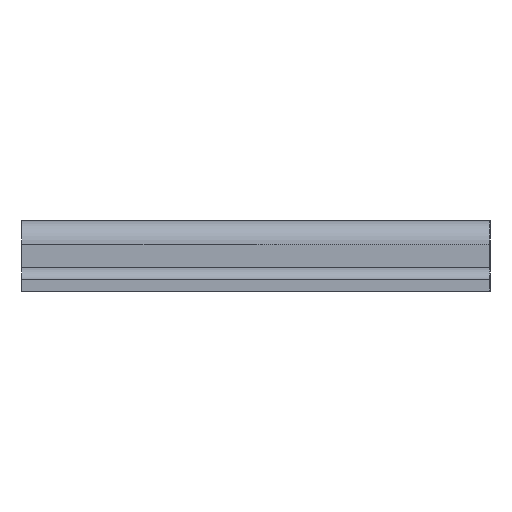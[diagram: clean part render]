
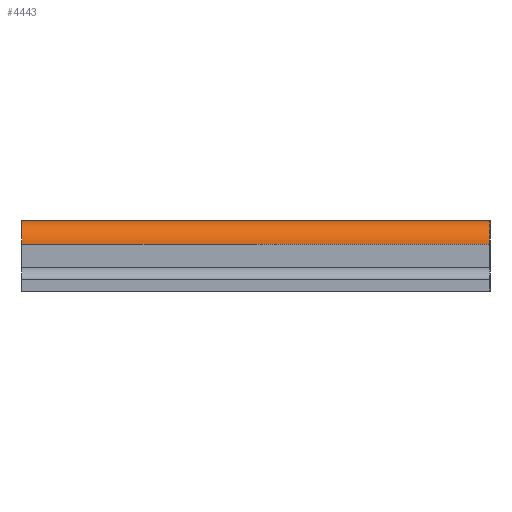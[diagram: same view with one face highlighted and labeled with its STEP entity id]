
A CAD part, left-side view. The second image highlights one B-rep face of the part: STEP entity #4443.
In plain terms, the highlighted cylindrical face has radius 2 mm (diameter 4 mm), a partial arc.
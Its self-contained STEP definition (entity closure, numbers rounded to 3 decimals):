
#28=CYLINDRICAL_SURFACE('',#4565,2.);
#57=CIRCLE('',#4561,2.);
#58=CIRCLE('',#4563,2.);
#369=FACE_OUTER_BOUND('',#623,.T.);
#623=EDGE_LOOP('',(#3992,#3993,#3994,#3995));
#876=LINE('',#8347,#1195);
#917=LINE('',#8472,#1236);
#1195=VECTOR('',#4879,10.);
#1236=VECTOR('',#5008,10.);
#1971=VERTEX_POINT('',#8345);
#1972=VERTEX_POINT('',#8346);
#2011=VERTEX_POINT('',#8469);
#2012=VERTEX_POINT('',#8471);
#2596=EDGE_CURVE('',#1971,#1972,#876,.T.);
#2657=EDGE_CURVE('',#2011,#2012,#917,.T.);
#2689=EDGE_CURVE('',#1971,#2012,#57,.T.);
#2692=EDGE_CURVE('',#1972,#2011,#58,.T.);
#3992=ORIENTED_EDGE('',*,*,#2657,.F.);
#3993=ORIENTED_EDGE('',*,*,#2692,.F.);
#3994=ORIENTED_EDGE('',*,*,#2596,.F.);
#3995=ORIENTED_EDGE('',*,*,#2689,.T.);
#4443=ADVANCED_FACE('',(#369),#28,.T.);
#4561=AXIS2_PLACEMENT_3D('',#8535,#5072,#5073);
#4563=AXIS2_PLACEMENT_3D('',#8539,#5078,#5079);
#4565=AXIS2_PLACEMENT_3D('',#8542,#5083,#5084);
#4879=DIRECTION('',(0.,-1.,0.));
#5008=DIRECTION('',(0.,1.,0.));
#5072=DIRECTION('center_axis',(0.,-1.,0.));
#5073=DIRECTION('ref_axis',(0.,0.,1.));
#5078=DIRECTION('center_axis',(0.,-1.,0.));
#5079=DIRECTION('ref_axis',(0.,0.,1.));
#5083=DIRECTION('center_axis',(0.,-1.,0.));
#5084=DIRECTION('ref_axis',(0.,0.,1.));
#8345=CARTESIAN_POINT('',(2.,40.,1.));
#8346=CARTESIAN_POINT('',(2.,0.,1.));
#8347=CARTESIAN_POINT('',(2.,30.,1.));
#8469=CARTESIAN_POINT('',(0.,0.,-1.));
#8471=CARTESIAN_POINT('',(0.,40.,-1.));
#8472=CARTESIAN_POINT('',(0.,20.,-1.));
#8535=CARTESIAN_POINT('Origin',(2.,40.,-1.));
#8539=CARTESIAN_POINT('Origin',(2.,0.,-1.));
#8542=CARTESIAN_POINT('Origin',(2.,20.,-1.));
